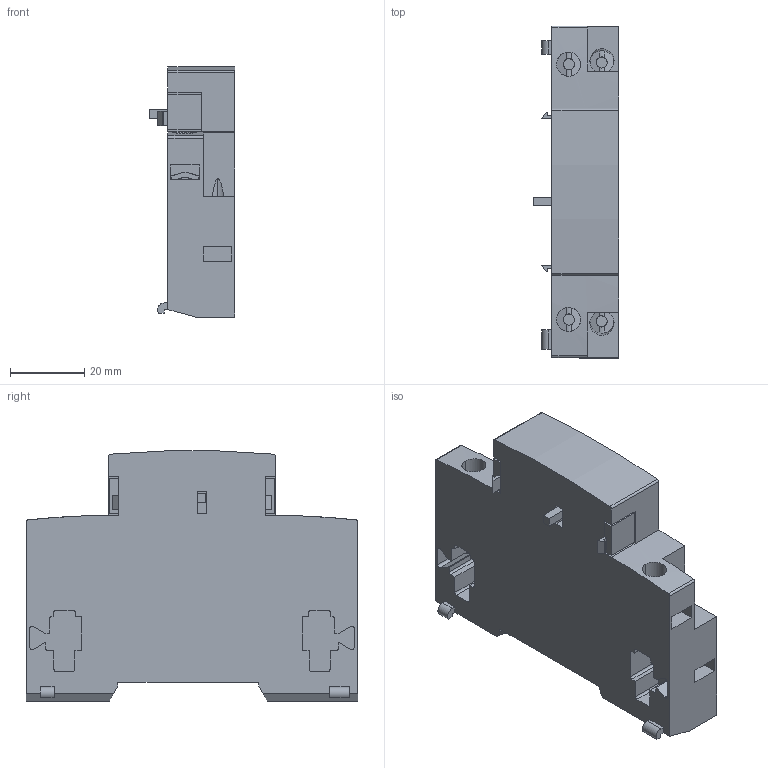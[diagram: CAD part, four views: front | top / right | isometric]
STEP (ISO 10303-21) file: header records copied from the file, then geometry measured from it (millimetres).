
FILE_DESCRIPTION(('STEP AP214'),'1');
FILE_NAME('cctmp_54779A12-3831-4EA1-8CA7-D0FE906F6E4A_2023_07_21_11_34_31_0973..stp','2023-07-21T09:34:32',('SIEMENS A&D'),('CADClick - www.CADClick.com'),'Spatial InterOp 3D postprocessed',' ','unknown authorization');
FILE_SCHEMA(('AUTOMOTIVE_DESIGN'));
Length unit declared in the file: millimetre
Products named in the file (1): 2023_07_21_11_34_31_0957
Bounding box: 23 x 89.4 x 67.39 mm (x, y, z)
Volume: 80974.1 mm3; surface area: 19889.6 mm2
Topology: 1 solids, 1 shells, 222 faces, 638 edges, 422 vertices
Faces by surface type: plane 157, cylinder 65
Entity records: 12522 total; most frequent: CARTESIAN_POINT 1687, STYLED_ITEM 1283, PRESENTATION_STYLE_ASSIGNMENT 1283, ORIENTED_EDGE 1276, DIRECTION 1172, EDGE_CURVE 638, CURVE_STYLE 638, DRAUGHTING_PRE_DEFINED_CURVE_FONT 638
